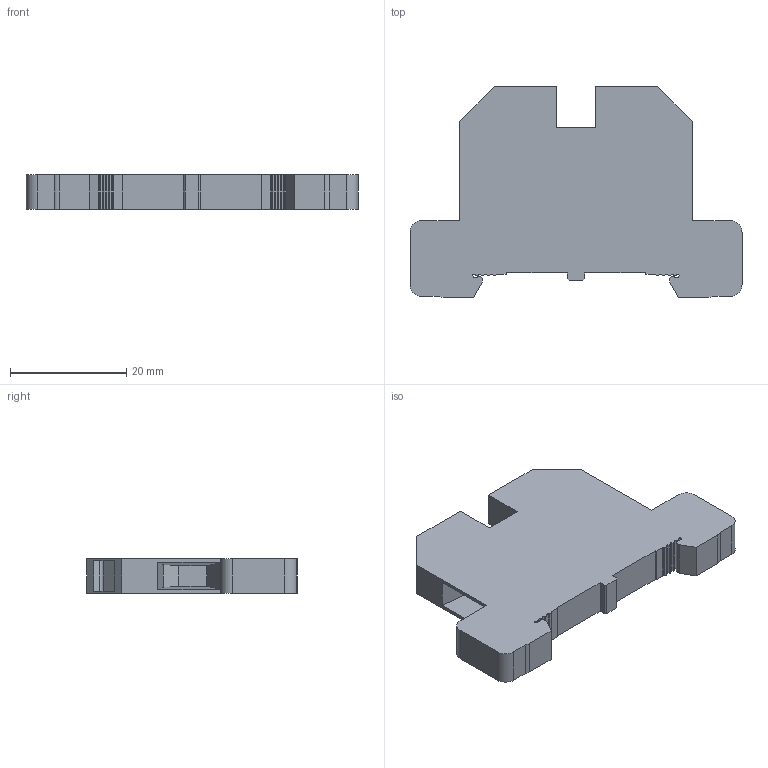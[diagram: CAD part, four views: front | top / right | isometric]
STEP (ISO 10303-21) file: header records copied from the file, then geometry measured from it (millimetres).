
FILE_DESCRIPTION((''),'2;1');
FILE_NAME('USK-2-5JD','2023-10-10T',('dell'),(''),'PRO/ENGINEER BY PARAMETRIC TECHNOLOGY CORPORATION, 2013230','PRO/ENGINEER BY PARAMETRIC TECHNOLOGY CORPORATION, 2013230','');
FILE_SCHEMA(('AUTOMOTIVE_DESIGN { 1 0 10303 214 1 1 1 1 }'));
Length unit declared in the file: millimetre
Products named in the file (1): USK-2-5JD
Bounding box: 57 x 36.2 x 6 mm (x, y, z)
Volume: 7832.9 mm3; surface area: 4775.5 mm2
Topology: 1 solids, 1 shells, 120 faces, 335 edges, 222 vertices
Faces by surface type: plane 76, cylinder 44
Entity records: 3927 total; most frequent: CARTESIAN_POINT 679, ORIENTED_EDGE 670, DIRECTION 663, EDGE_CURVE 335, VECTOR 247, LINE 247, VERTEX_POINT 222, AXIS2_PLACEMENT_3D 208
